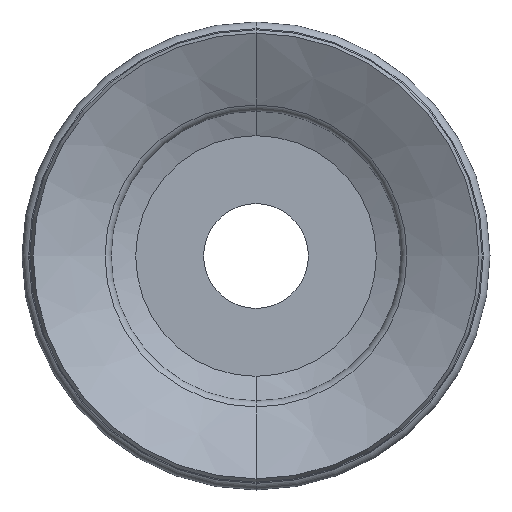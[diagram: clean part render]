
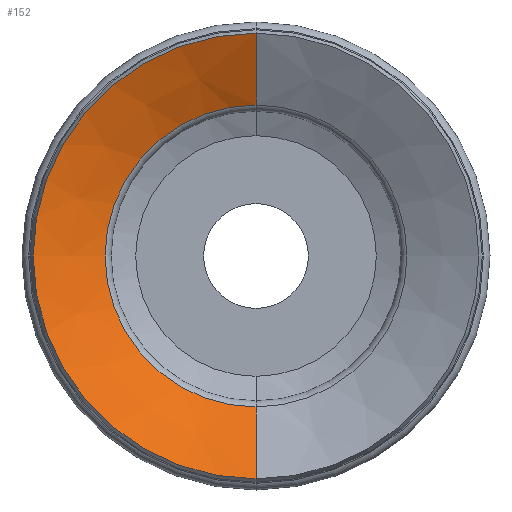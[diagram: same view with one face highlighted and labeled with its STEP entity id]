
A CAD part, front view. The second image highlights one B-rep face of the part: STEP entity #152.
In plain terms, the highlighted conical face has half-angle 62.856 degrees and reference radius 10 mm.
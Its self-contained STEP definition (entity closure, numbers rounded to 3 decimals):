
#152=ADVANCED_FACE('',(#377),#378,.F.);
#377=FACE_OUTER_BOUND('',#681,.T.);
#378=CONICAL_SURFACE('',#682,10.0,1.097);
#681=EDGE_LOOP('',(#4198,#4199,#4200,#4201));
#682=AXIS2_PLACEMENT_3D('',#4202,#4203,#4204);
#4198=ORIENTED_EDGE('',*,*,#4836,.T.);
#4199=ORIENTED_EDGE('',*,*,#4882,.T.);
#4200=ORIENTED_EDGE('',*,*,#4883,.F.);
#4201=ORIENTED_EDGE('',*,*,#4884,.F.);
#4202=CARTESIAN_POINT('',(0.0,-13.0,0.0));
#4203=DIRECTION('',(0.0,-1.0,-0.0));
#4204=DIRECTION('',(0.0,0.0,-1.0));
#4836=EDGE_CURVE('',#5163,#5167,#5169,.T.);
#4882=EDGE_CURVE('',#5167,#5235,#5236,.T.);
#4883=EDGE_CURVE('',#5237,#5235,#5238,.T.);
#4884=EDGE_CURVE('',#5163,#5237,#5239,.T.);
#5163=VERTEX_POINT('',#5622);
#5167=VERTEX_POINT('',#5626);
#5169=CIRCLE('',#5628,6.772);
#5235=VERTEX_POINT('',#5707);
#5236=LINE('',#5708,#5709);
#5237=VERTEX_POINT('',#5710);
#5238=CIRCLE('',#5711,10.0);
#5239=LINE('',#5712,#5713);
#5622=CARTESIAN_POINT('',(0.0,-11.345,-6.772));
#5626=CARTESIAN_POINT('',(0.,-11.345,6.772));
#5628=AXIS2_PLACEMENT_3D('',#7489,#7490,#7491);
#5707=CARTESIAN_POINT('',(0.0,-13.0,10.0));
#5708=CARTESIAN_POINT('',(0.,-13.0,10.0));
#5709=VECTOR('',#7571,1000.0);
#5710=CARTESIAN_POINT('',(0.,-13.0,-10.0));
#5711=AXIS2_PLACEMENT_3D('',#7572,#7573,#7574);
#5712=CARTESIAN_POINT('',(0.0,-13.0,-10.0));
#5713=VECTOR('',#7575,1000.0);
#7489=CARTESIAN_POINT('',(0.0,-11.345,0.0));
#7490=DIRECTION('',(0.0,1.0,0.0));
#7491=DIRECTION('',(0.0,0.0,1.0));
#7571=DIRECTION('',(0.,-0.456,0.89));
#7572=CARTESIAN_POINT('',(0.0,-13.0,0.0));
#7573=DIRECTION('',(0.0,1.0,0.0));
#7574=DIRECTION('',(0.0,0.0,1.0));
#7575=DIRECTION('',(0.0,-0.456,-0.89));
